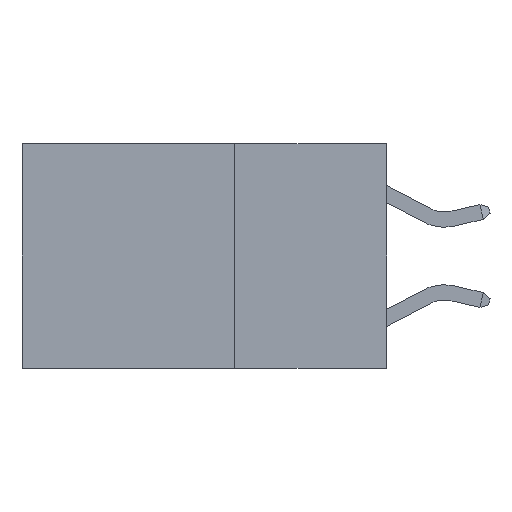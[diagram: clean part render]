
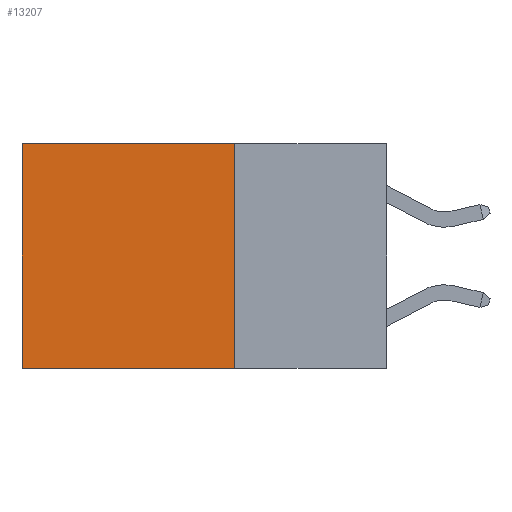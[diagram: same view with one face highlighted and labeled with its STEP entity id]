
A CAD part, left-side view. The second image highlights one B-rep face of the part: STEP entity #13207.
In plain terms, the highlighted planar face has unit normal (-1, 0, 0).
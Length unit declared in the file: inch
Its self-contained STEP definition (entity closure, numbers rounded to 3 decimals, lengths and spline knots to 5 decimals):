
#477 = LINE ( 'NONE', #18868, #17721 ) ;
#1458 = EDGE_CURVE ( 'NONE', #20873, #12028, #21782, .T. ) ;
#2953 = ORIENTED_EDGE ( 'NONE', *, *, #1458, .T. ) ;
#3838 = AXIS2_PLACEMENT_3D ( 'NONE', #17542, #13300, #15483 ) ;
#4681 = DIRECTION ( 'NONE',  ( 0., 0., -1. ) ) ;
#5810 = CARTESIAN_POINT ( 'NONE',  ( 0.2625, 0.25, 0. ) ) ;
#5956 = CARTESIAN_POINT ( 'NONE',  ( 0.2625, 0.25, -0.37 ) ) ;
#6236 = CARTESIAN_POINT ( 'NONE',  ( 0.2625, 0.6, 0. ) ) ;
#6243 = PLANE ( 'NONE',  #3838 ) ;
#6298 = EDGE_CURVE ( 'NONE', #23754, #20873, #477, .T. ) ;
#8846 = CARTESIAN_POINT ( 'NONE',  ( 0.2625, 0.25, 0. ) ) ;
#9395 = DIRECTION ( 'NONE',  ( 0., 1., 0. ) ) ;
#11094 = EDGE_CURVE ( 'NONE', #23493, #12028, #22596, .T. ) ;
#11889 = DIRECTION ( 'NONE',  ( 0., 1., 0. ) ) ;
#12028 = VERTEX_POINT ( 'NONE', #19324 ) ;
#12554 = CARTESIAN_POINT ( 'NONE',  ( 0.2625, 0.6, 0. ) ) ;
#13159 = VECTOR ( 'NONE', #4681, 39.37008 ) ;
#13207 = ADVANCED_FACE ( 'NONE', ( #19343 ), #6243, .F. ) ;
#13233 = DIRECTION ( 'NONE',  ( 0., 0., -1. ) ) ;
#13300 = DIRECTION ( 'NONE',  ( 1., 0., 0. ) ) ;
#14208 = EDGE_CURVE ( 'NONE', #23754, #23493, #22467, .T. ) ;
#15483 = DIRECTION ( 'NONE',  ( 0., 0., -1. ) ) ;
#16079 = ORIENTED_EDGE ( 'NONE', *, *, #6298, .T. ) ;
#16348 = ORIENTED_EDGE ( 'NONE', *, *, #14208, .F. ) ;
#16412 = EDGE_LOOP ( 'NONE', ( #2953, #17831, #16348, #16079 ) ) ;
#16950 = VECTOR ( 'NONE', #13233, 39.37008 ) ;
#17008 = CARTESIAN_POINT ( 'NONE',  ( 0.2625, 0.25, -0.37 ) ) ;
#17542 = CARTESIAN_POINT ( 'NONE',  ( 0.2625, 0.25, 0. ) ) ;
#17721 = VECTOR ( 'NONE', #9395, 39.37008 ) ;
#17831 = ORIENTED_EDGE ( 'NONE', *, *, #11094, .F. ) ;
#18868 = CARTESIAN_POINT ( 'NONE',  ( 0.2625, 0.25, 0. ) ) ;
#19324 = CARTESIAN_POINT ( 'NONE',  ( 0.2625, 0.6, -0.37 ) ) ;
#19343 = FACE_OUTER_BOUND ( 'NONE', #16412, .T. ) ;
#20873 = VERTEX_POINT ( 'NONE', #6236 ) ;
#21782 = LINE ( 'NONE', #12554, #13159 ) ;
#22257 = VECTOR ( 'NONE', #11889, 39.37008 ) ;
#22467 = LINE ( 'NONE', #5810, #16950 ) ;
#22596 = LINE ( 'NONE', #17008, #22257 ) ;
#23493 = VERTEX_POINT ( 'NONE', #5956 ) ;
#23754 = VERTEX_POINT ( 'NONE', #8846 ) ;
